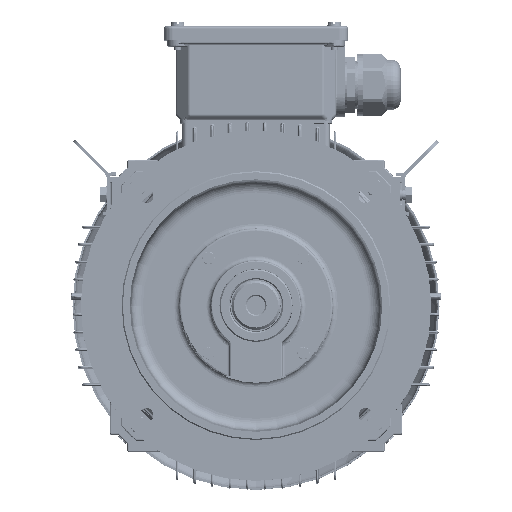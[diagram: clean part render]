
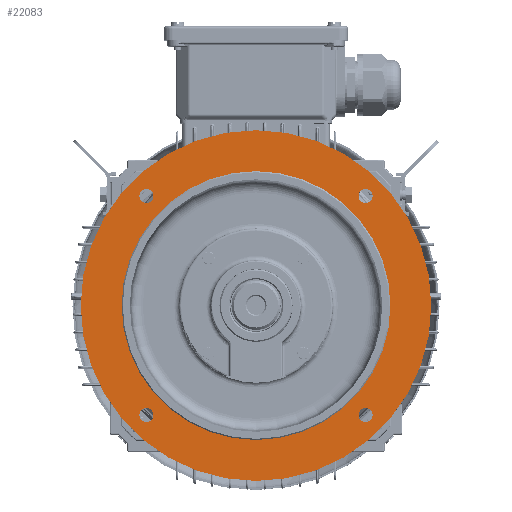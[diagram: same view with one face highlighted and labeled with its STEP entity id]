
A CAD part, top view. The second image highlights one B-rep face of the part: STEP entity #22083.
In plain terms, the highlighted planar face has unit normal (0, 0, 1).
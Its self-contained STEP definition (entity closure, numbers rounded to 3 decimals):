
#12186=PLANE('',#160607);
#13901=FACE_BOUND('',#41966,.T.);
#13902=FACE_BOUND('',#41967,.T.);
#13903=FACE_BOUND('',#41968,.T.);
#13904=FACE_BOUND('',#41969,.T.);
#13905=FACE_BOUND('',#41970,.T.);
#13906=FACE_BOUND('',#41971,.T.);
#22083=ADVANCED_FACE('',(#13901,#13902,#13903,#13904,#13905,#13906),#12186,
 .T.);
#41966=EDGE_LOOP('',(#107323));
#41967=EDGE_LOOP('',(#107324));
#41968=EDGE_LOOP('',(#107325));
#41969=EDGE_LOOP('',(#107326));
#41970=EDGE_LOOP('',(#107327));
#41971=EDGE_LOOP('',(#107328));
#107323=ORIENTED_EDGE('',*,*,#143613,.T.);
#107324=ORIENTED_EDGE('',*,*,#143614,.T.);
#107325=ORIENTED_EDGE('',*,*,#143615,.T.);
#107326=ORIENTED_EDGE('',*,*,#143616,.F.);
#107327=ORIENTED_EDGE('',*,*,#143617,.T.);
#107328=ORIENTED_EDGE('',*,*,#143618,.T.);
#122358=VERTEX_POINT('',#308709);
#122359=VERTEX_POINT('',#308711);
#122360=VERTEX_POINT('',#308713);
#122361=VERTEX_POINT('',#308715);
#122362=VERTEX_POINT('',#308717);
#122363=VERTEX_POINT('',#308719);
#143613=EDGE_CURVE('',#122358,#122358,#148859,.T.);
#143614=EDGE_CURVE('',#122359,#122359,#148860,.T.);
#143615=EDGE_CURVE('',#122360,#122360,#148861,.T.);
#143616=EDGE_CURVE('',#122361,#122361,#148862,.T.);
#143617=EDGE_CURVE('',#122362,#122362,#148863,.T.);
#143618=EDGE_CURVE('',#122363,#122363,#148864,.T.);
#148859=CIRCLE('',#160601,6.);
#148860=CIRCLE('',#160602,6.);
#148861=CIRCLE('',#160603,115.);
#148862=CIRCLE('',#160604,150.);
#148863=CIRCLE('',#160605,6.);
#148864=CIRCLE('',#160606,6.);
#160601=AXIS2_PLACEMENT_3D('',#308708,#195504,#195505);
#160602=AXIS2_PLACEMENT_3D('',#308710,#195506,#195507);
#160603=AXIS2_PLACEMENT_3D('',#308712,#195508,#195509);
#160604=AXIS2_PLACEMENT_3D('',#308714,#195510,#195511);
#160605=AXIS2_PLACEMENT_3D('',#308716,#195512,#195513);
#160606=AXIS2_PLACEMENT_3D('',#308718,#195514,#195515);
#160607=AXIS2_PLACEMENT_3D('',#308720,#195516,#195517);
#195504=DIRECTION('',(0.,0.,-1.));
#195505=DIRECTION('',(-0.707,-0.707,0.));
#195506=DIRECTION('',(0.,0.,-1.));
#195507=DIRECTION('',(-0.707,-0.707,0.));
#195508=DIRECTION('',(0.,0.,-1.));
#195509=DIRECTION('',(1.,0.,0.));
#195510=DIRECTION('',(0.,0.,-1.));
#195511=DIRECTION('',(1.,0.,0.));
#195512=DIRECTION('',(0.,0.,-1.));
#195513=DIRECTION('',(-0.707,-0.707,0.));
#195514=DIRECTION('',(0.,0.,-1.));
#195515=DIRECTION('',(-0.707,-0.707,0.));
#195516=DIRECTION('',(0.,0.,1.));
#195517=DIRECTION('',(-1.,0.,0.));
#308708=CARTESIAN_POINT('',(93.692,91.109,213.457));
#308709=CARTESIAN_POINT('',(89.449,86.867,213.457));
#308710=CARTESIAN_POINT('',(93.692,-96.274,213.457));
#308711=CARTESIAN_POINT('',(89.449,-100.516,213.457));
#308712=CARTESIAN_POINT('',(0.,-2.582,213.457));
#308713=CARTESIAN_POINT('',(115.,-2.582,213.457));
#308714=CARTESIAN_POINT('',(0.,-2.582,213.457));
#308715=CARTESIAN_POINT('',(150.,-2.582,213.457));
#308716=CARTESIAN_POINT('',(-93.692,-96.274,213.457));
#308717=CARTESIAN_POINT('',(-97.934,-100.516,213.457));
#308718=CARTESIAN_POINT('',(-93.692,91.109,213.457));
#308719=CARTESIAN_POINT('',(-97.934,86.867,213.457));
#308720=CARTESIAN_POINT('',(-150.,-2.582,213.457));
